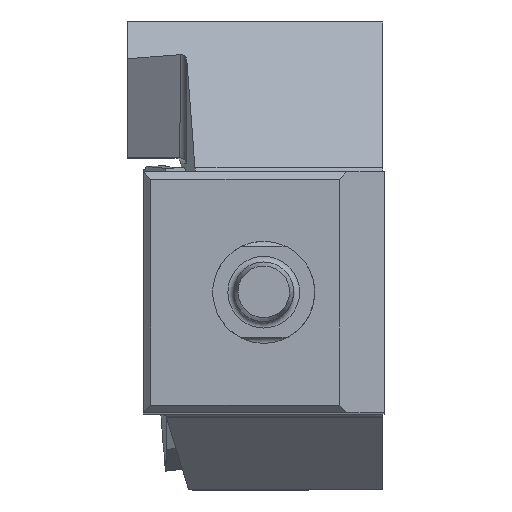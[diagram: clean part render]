
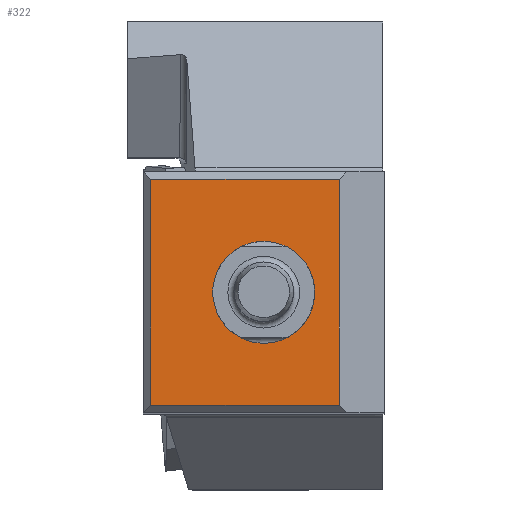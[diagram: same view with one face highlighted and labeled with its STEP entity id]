
A CAD part, top view. The second image highlights one B-rep face of the part: STEP entity #322.
In plain terms, the highlighted planar face has unit normal (0, 0, 1).
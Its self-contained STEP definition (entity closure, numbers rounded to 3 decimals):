
#249=FACE_BOUND('',#684,.T.);
#250=FACE_BOUND('',#685,.T.);
#253=CIRCLE('',#2669,3.375);
#322=ADVANCED_FACE('',(#249,#250),#462,.T.);
#462=PLANE('',#2686);
#684=EDGE_LOOP('',(#912,#913,#914,#915));
#685=EDGE_LOOP('',(#916));
#912=ORIENTED_EDGE('',*,*,#1858,.F.);
#913=ORIENTED_EDGE('',*,*,#1859,.T.);
#914=ORIENTED_EDGE('',*,*,#1860,.T.);
#915=ORIENTED_EDGE('',*,*,#1861,.T.);
#916=ORIENTED_EDGE('',*,*,#1841,.F.);
#1609=VERTEX_POINT('',#3619);
#1622=VERTEX_POINT('',#3731);
#1623=VERTEX_POINT('',#3732);
#1624=VERTEX_POINT('',#3734);
#1625=VERTEX_POINT('',#3736);
#1841=EDGE_CURVE('',#1609,#1609,#253,.T.);
#1858=EDGE_CURVE('',#1622,#1623,#2213,.T.);
#1859=EDGE_CURVE('',#1622,#1624,#2214,.T.);
#1860=EDGE_CURVE('',#1624,#1625,#2215,.T.);
#1861=EDGE_CURVE('',#1625,#1623,#2216,.T.);
#2213=LINE('',#3730,#2412);
#2214=LINE('',#3733,#2413);
#2215=LINE('',#3735,#2414);
#2216=LINE('',#3737,#2415);
#2412=VECTOR('',#2970,1.);
#2413=VECTOR('',#2971,1.);
#2414=VECTOR('',#2972,1.);
#2415=VECTOR('',#2973,1.);
#2669=AXIS2_PLACEMENT_3D('',#3618,#2928,#2929);
#2686=AXIS2_PLACEMENT_3D('',#3738,#2974,#2975);
#2928=DIRECTION('',(0.,0.,1.));
#2929=DIRECTION('',(1.,0.,0.));
#2970=DIRECTION('',(0.,-1.,0.));
#2971=DIRECTION('',(-1.,0.,0.));
#2972=DIRECTION('',(0.,-1.,0.));
#2973=DIRECTION('',(1.,0.,0.));
#2974=DIRECTION('',(0.,0.,1.));
#2975=DIRECTION('',(1.,0.,0.));
#3618=CARTESIAN_POINT('',(7.988,7.988,0.));
#3619=CARTESIAN_POINT('',(11.363,7.988,0.));
#3730=CARTESIAN_POINT('',(13.001,158.153,0.));
#3731=CARTESIAN_POINT('',(13.001,15.475,0.));
#3732=CARTESIAN_POINT('',(13.001,0.5,0.));
#3733=CARTESIAN_POINT('',(-1.025,15.475,0.));
#3734=CARTESIAN_POINT('',(0.5,15.475,0.));
#3735=CARTESIAN_POINT('',(0.5,0.,0.));
#3736=CARTESIAN_POINT('',(0.5,0.5,0.));
#3737=CARTESIAN_POINT('',(-1.025,0.5,0.));
#3738=CARTESIAN_POINT('',(-1.025,15.975,0.));
